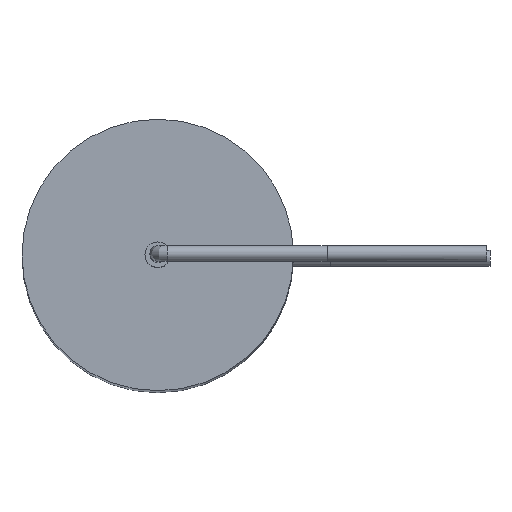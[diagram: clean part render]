
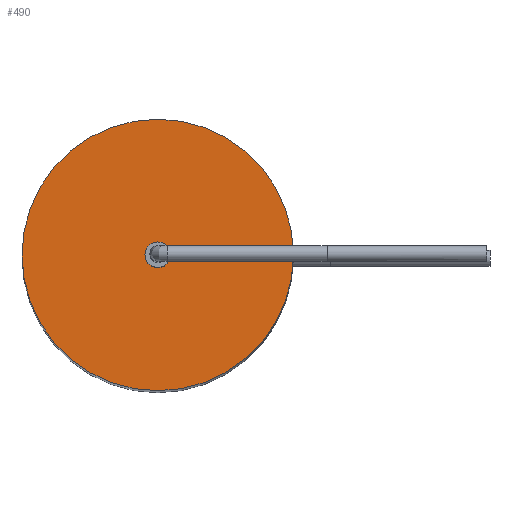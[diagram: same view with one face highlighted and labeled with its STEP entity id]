
A CAD part, top view. The second image highlights one B-rep face of the part: STEP entity #490.
In plain terms, the highlighted planar face has unit normal (0, 0, 1).
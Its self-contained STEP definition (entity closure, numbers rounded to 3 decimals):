
#23=FACE_BOUND('',#109,.T.);
#27=PLANE('',#563);
#77=FACE_OUTER_BOUND('',#108,.T.);
#108=EDGE_LOOP('',(#357,#358));
#109=EDGE_LOOP('',(#359,#360));
#135=CIRCLE('',#540,4.25);
#136=CIRCLE('',#541,4.25);
#150=CIRCLE('',#561,0.4);
#151=CIRCLE('',#562,0.4);
#197=VERTEX_POINT('',#831);
#198=VERTEX_POINT('',#833);
#211=VERTEX_POINT('',#868);
#212=VERTEX_POINT('',#869);
#251=EDGE_CURVE('',#197,#198,#135,.T.);
#252=EDGE_CURVE('',#198,#197,#136,.T.);
#267=EDGE_CURVE('',#211,#212,#150,.T.);
#268=EDGE_CURVE('',#212,#211,#151,.T.);
#357=ORIENTED_EDGE('',*,*,#252,.F.);
#358=ORIENTED_EDGE('',*,*,#251,.F.);
#359=ORIENTED_EDGE('',*,*,#267,.T.);
#360=ORIENTED_EDGE('',*,*,#268,.T.);
#490=ADVANCED_FACE('',(#77,#23),#27,.T.);
#540=AXIS2_PLACEMENT_3D('',#834,#641,#642);
#541=AXIS2_PLACEMENT_3D('',#835,#643,#644);
#561=AXIS2_PLACEMENT_3D('',#870,#684,#685);
#562=AXIS2_PLACEMENT_3D('',#871,#686,#687);
#563=AXIS2_PLACEMENT_3D('',#873,#689,#690);
#641=DIRECTION('center_axis',(0.,0.,-1.));
#642=DIRECTION('ref_axis',(1.,0.,0.));
#643=DIRECTION('center_axis',(0.,0.,-1.));
#644=DIRECTION('ref_axis',(1.,0.,0.));
#684=DIRECTION('center_axis',(0.,0.,-1.));
#685=DIRECTION('ref_axis',(1.,0.,0.));
#686=DIRECTION('center_axis',(0.,0.,-1.));
#687=DIRECTION('ref_axis',(1.,0.,0.));
#689=DIRECTION('center_axis',(0.,0.,1.));
#690=DIRECTION('ref_axis',(1.,0.,0.));
#831=CARTESIAN_POINT('',(0.,0.,37.));
#833=CARTESIAN_POINT('',(-8.5,0.,37.));
#834=CARTESIAN_POINT('Origin',(-4.25,0.,37.));
#835=CARTESIAN_POINT('Origin',(-4.25,0.,37.));
#868=CARTESIAN_POINT('',(-4.65,0.,37.));
#869=CARTESIAN_POINT('',(-3.85,0.,37.));
#870=CARTESIAN_POINT('Origin',(-4.25,0.,37.));
#871=CARTESIAN_POINT('Origin',(-4.25,0.,37.));
#873=CARTESIAN_POINT('Origin',(-8.5,0.,37.));
